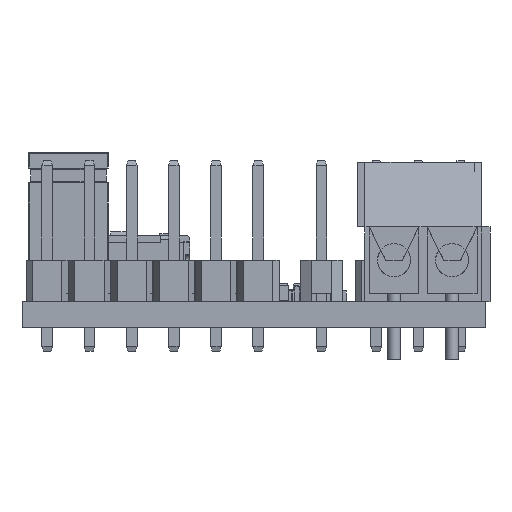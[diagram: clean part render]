
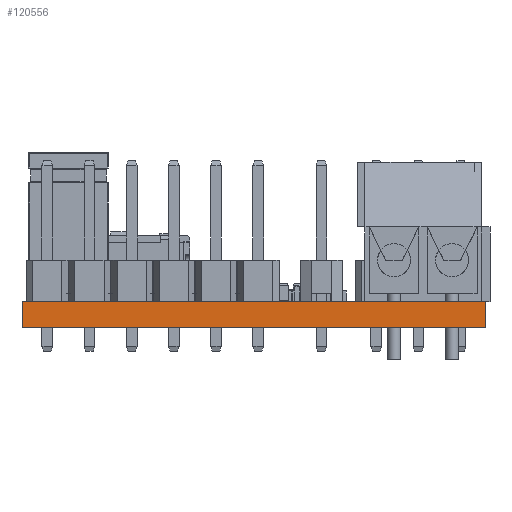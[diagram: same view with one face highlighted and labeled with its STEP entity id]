
A CAD part, front view. The second image highlights one B-rep face of the part: STEP entity #120556.
In plain terms, the highlighted planar face has unit normal (0, -1, 0).
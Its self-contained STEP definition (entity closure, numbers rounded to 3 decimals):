
#1005 = DIRECTION ( 'NONE',  ( 0., 0., -1. ) ) ;
#7633 = VERTEX_POINT ( 'NONE', #92473 ) ;
#13695 = VECTOR ( 'NONE', #110420, 1000. ) ;
#17786 = EDGE_CURVE ( 'NONE', #161140, #7633, #95824, .T. ) ;
#24520 = DIRECTION ( 'NONE',  ( 0., 0., -1. ) ) ;
#24704 = CARTESIAN_POINT ( 'NONE',  ( 27.94, 0., 0. ) ) ;
#38335 = CARTESIAN_POINT ( 'NONE',  ( 0., 0., 1.57 ) ) ;
#41069 = LINE ( 'NONE', #126327, #144629 ) ;
#52032 = VECTOR ( 'NONE', #1005, 1000. ) ;
#69215 = PLANE ( 'NONE',  #107290 ) ;
#80434 = CARTESIAN_POINT ( 'NONE',  ( 0., 0., 0. ) ) ;
#80896 = EDGE_CURVE ( 'NONE', #7633, #172873, #109797, .T. ) ;
#87204 = FACE_OUTER_BOUND ( 'NONE', #98140, .T. ) ;
#92473 = CARTESIAN_POINT ( 'NONE',  ( 0., 0., 0. ) ) ;
#93489 = ORIENTED_EDGE ( 'NONE', *, *, #80896, .T. ) ;
#94632 = DIRECTION ( 'NONE',  ( 1., 0., 0. ) ) ;
#95824 = LINE ( 'NONE', #105353, #52032 ) ;
#98140 = EDGE_LOOP ( 'NONE', ( #93489, #161444, #152370, #148302 ) ) ;
#98166 = DIRECTION ( 'NONE',  ( 0., 1., 0. ) ) ;
#101056 = CARTESIAN_POINT ( 'NONE',  ( 27.94, 0., 1.57 ) ) ;
#105353 = CARTESIAN_POINT ( 'NONE',  ( 0., 0., 1.57 ) ) ;
#107290 = AXIS2_PLACEMENT_3D ( 'NONE', #126523, #98166, #155977 ) ;
#109797 = LINE ( 'NONE', #80434, #130508 ) ;
#110420 = DIRECTION ( 'NONE',  ( 1., 0., 0. ) ) ;
#120556 = ADVANCED_FACE ( 'NONE', ( #87204 ), #69215, .F. ) ;
#126327 = CARTESIAN_POINT ( 'NONE',  ( 27.94, 0., 1.57 ) ) ;
#126523 = CARTESIAN_POINT ( 'NONE',  ( 0., 0., 1.57 ) ) ;
#130508 = VECTOR ( 'NONE', #94632, 1000. ) ;
#137513 = CARTESIAN_POINT ( 'NONE',  ( 0., 0., 1.57 ) ) ;
#144629 = VECTOR ( 'NONE', #24520, 1000. ) ;
#148302 = ORIENTED_EDGE ( 'NONE', *, *, #17786, .T. ) ;
#149675 = LINE ( 'NONE', #38335, #13695 ) ;
#149808 = VERTEX_POINT ( 'NONE', #101056 ) ;
#152370 = ORIENTED_EDGE ( 'NONE', *, *, #153945, .F. ) ;
#153945 = EDGE_CURVE ( 'NONE', #161140, #149808, #149675, .T. ) ;
#155977 = DIRECTION ( 'NONE',  ( 0., 0., 1. ) ) ;
#161140 = VERTEX_POINT ( 'NONE', #137513 ) ;
#161444 = ORIENTED_EDGE ( 'NONE', *, *, #176320, .F. ) ;
#172873 = VERTEX_POINT ( 'NONE', #24704 ) ;
#176320 = EDGE_CURVE ( 'NONE', #149808, #172873, #41069, .T. ) ;
